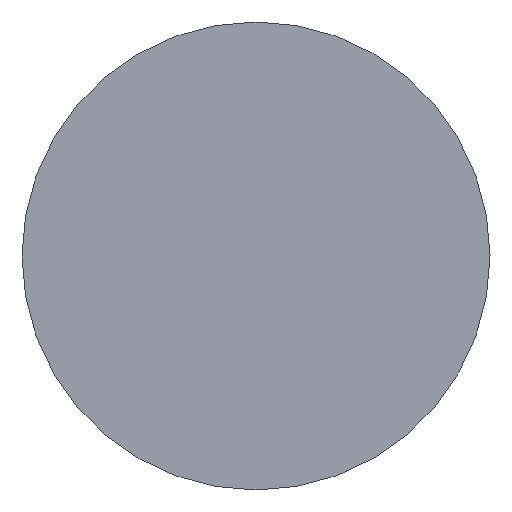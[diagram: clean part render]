
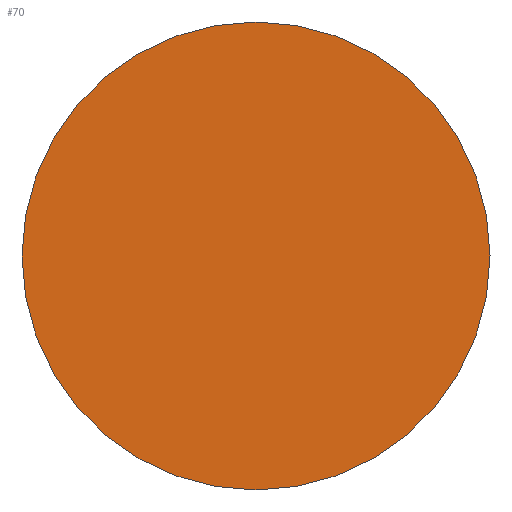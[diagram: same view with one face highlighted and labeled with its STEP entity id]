
A CAD part, front view. The second image highlights one B-rep face of the part: STEP entity #70.
In plain terms, the highlighted planar face has unit normal (0, -1, 0).
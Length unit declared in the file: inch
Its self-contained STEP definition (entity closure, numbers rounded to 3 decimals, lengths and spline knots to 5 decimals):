
#57 = AXIS2_PLACEMENT_3D ( 'NONE', #61, #207, #300 ) ;
#61 = CARTESIAN_POINT ( 'NONE',  ( 0., 0., 0. ) ) ;
#70 = ADVANCED_FACE ( 'NONE', ( #109 ), #76, .T. ) ;
#76 = PLANE ( 'NONE',  #325 ) ;
#102 = DIRECTION ( 'NONE',  ( 0., -1., 0. ) ) ;
#109 = FACE_OUTER_BOUND ( 'NONE', #402, .T. ) ;
#149 = CARTESIAN_POINT ( 'NONE',  ( 0., 0., 0.375 ) ) ;
#159 = CARTESIAN_POINT ( 'NONE',  ( 0., 0., 0. ) ) ;
#169 = EDGE_CURVE ( 'NONE', #433, #214, #376, .T. ) ;
#173 = CARTESIAN_POINT ( 'NONE',  ( 0., 0., -0.375 ) ) ;
#192 = DIRECTION ( 'NONE',  ( 0., -1., 0. ) ) ;
#207 = DIRECTION ( 'NONE',  ( 0., -1., 0. ) ) ;
#208 = CARTESIAN_POINT ( 'NONE',  ( 0., 0., 0. ) ) ;
#214 = VERTEX_POINT ( 'NONE', #173 ) ;
#223 = DIRECTION ( 'NONE',  ( 0., 0., -1. ) ) ;
#255 = DIRECTION ( 'NONE',  ( 0., 0., -1. ) ) ;
#300 = DIRECTION ( 'NONE',  ( 0., 0., -1. ) ) ;
#325 = AXIS2_PLACEMENT_3D ( 'NONE', #208, #102, #223 ) ;
#336 = EDGE_CURVE ( 'NONE', #214, #433, #459, .T. ) ;
#374 = ORIENTED_EDGE ( 'NONE', *, *, #336, .T. ) ;
#376 = CIRCLE ( 'NONE', #57, 0.375 ) ;
#402 = EDGE_LOOP ( 'NONE', ( #374, #442 ) ) ;
#410 = AXIS2_PLACEMENT_3D ( 'NONE', #159, #192, #255 ) ;
#433 = VERTEX_POINT ( 'NONE', #149 ) ;
#442 = ORIENTED_EDGE ( 'NONE', *, *, #169, .T. ) ;
#459 = CIRCLE ( 'NONE', #410, 0.375 ) ;
